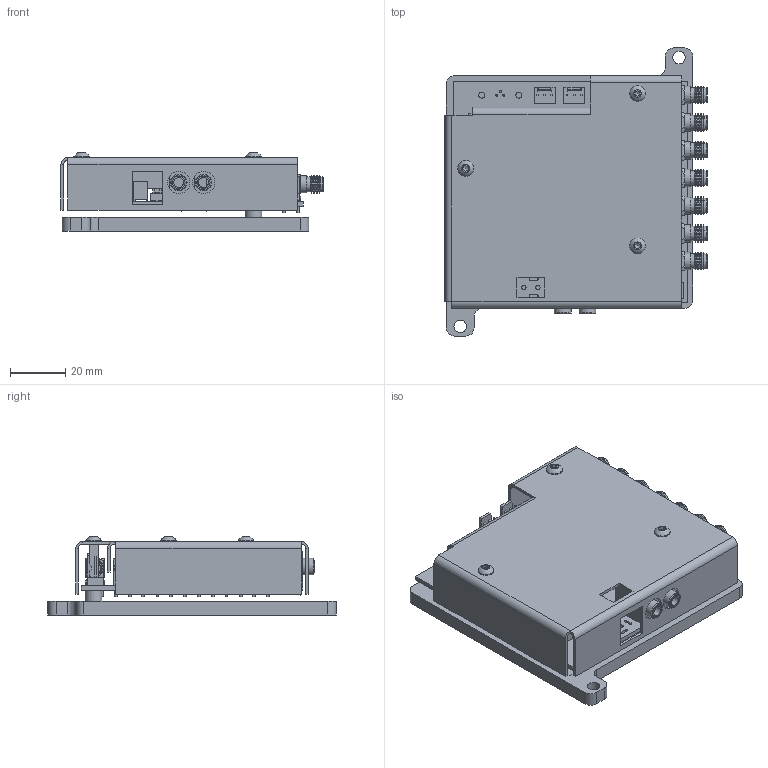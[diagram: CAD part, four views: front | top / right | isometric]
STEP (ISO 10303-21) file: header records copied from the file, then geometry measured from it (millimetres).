
FILE_DESCRIPTION (( 'STEP AP203' ), '1' );
FILE_NAME ('Tombak_1.STEP', '2023-03-14T10:26:38', ( '' ), ( '' ), 'SwSTEP 2.0', 'SolidWorks 2021', '' );
FILE_SCHEMA (( 'CONFIG_CONTROL_DESIGN' ));
Length unit declared in the file: millimetre
Products named in the file (1): Tombak_1
Bounding box: 94.6 x 104 x 28.17 mm (x, y, z)
Surface area: 57583.2 mm2 (no closed solid volume)
Topology: 0 solids, 84 shells, 640 faces, 2326 edges, 1764 vertices
Faces by surface type: plane 373, cylinder 132, cone 132, sphere 3
Full cylindrical faces by diameter (mm): 0.457 x9, 0.7 x3, 1.3 x1, 1.6 x2, 1.702 x1, 2.2 x2, 3.58 x2, 4.1 x7, 4.5 x2, 4.6 x2, 4.63 x7, 5.35 x14, 5.7 x3, 6 x10, 6.3 x7, 6.5 x3, 8 x2
Entity records: 24262 total; most frequent: CARTESIAN_POINT 4772, DIRECTION 4094, ORIENTED_EDGE 3064, EDGE_CURVE 2133, VERTEX_POINT 1723, AXIS2_PLACEMENT_3D 1375, LINE 1344, VECTOR 1344
